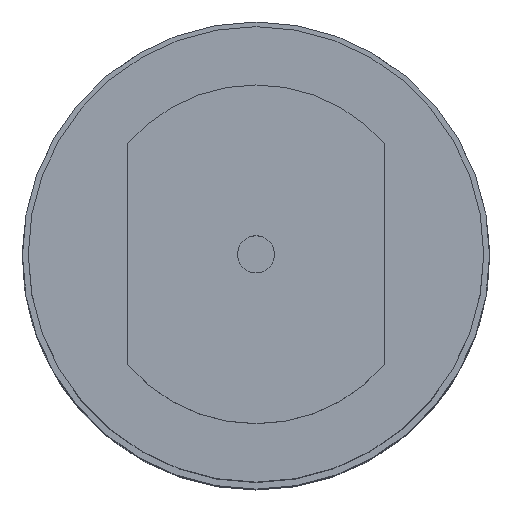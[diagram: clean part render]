
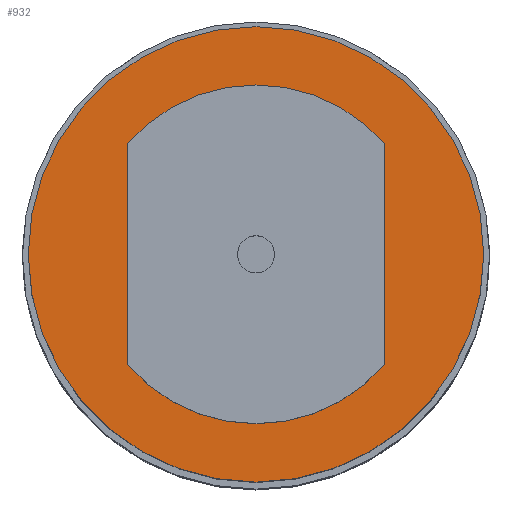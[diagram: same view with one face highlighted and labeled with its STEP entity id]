
A CAD part, top view. The second image highlights one B-rep face of the part: STEP entity #932.
In plain terms, the highlighted planar face has unit normal (0, 0, 1).
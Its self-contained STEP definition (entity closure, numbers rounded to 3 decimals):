
#37=FACE_BOUND('',#314,.T.);
#100=LINE('',#1646,#163);
#101=LINE('',#1647,#164);
#163=VECTOR('',#1357,1000.);
#164=VECTOR('',#1358,1000.);
#241=FACE_OUTER_BOUND('',#313,.T.);
#313=EDGE_LOOP('',(#794));
#314=EDGE_LOOP('',(#795,#796,#797,#798));
#383=CIRCLE('',#1039,19.5);
#391=CIRCLE('',#1051,14.5);
#402=CIRCLE('',#1065,14.5);
#455=VERTEX_POINT('',#1562);
#463=VERTEX_POINT('',#1585);
#464=VERTEX_POINT('',#1587);
#481=VERTEX_POINT('',#1631);
#484=VERTEX_POINT('',#1636);
#560=EDGE_CURVE('',#455,#455,#383,.T.);
#571=EDGE_CURVE('',#464,#463,#391,.T.);
#598=EDGE_CURVE('',#481,#484,#402,.T.);
#601=EDGE_CURVE('',#481,#463,#100,.T.);
#602=EDGE_CURVE('',#464,#484,#101,.T.);
#794=ORIENTED_EDGE('',*,*,#560,.F.);
#795=ORIENTED_EDGE('',*,*,#571,.T.);
#796=ORIENTED_EDGE('',*,*,#601,.F.);
#797=ORIENTED_EDGE('',*,*,#598,.T.);
#798=ORIENTED_EDGE('',*,*,#602,.F.);
#870=PLANE('',#1070);
#932=ADVANCED_FACE('',(#241,#37),#870,.F.);
#1039=AXIS2_PLACEMENT_3D('',#1564,#1272,#1273);
#1051=AXIS2_PLACEMENT_3D('',#1588,#1299,#1300);
#1065=AXIS2_PLACEMENT_3D('',#1638,#1343,#1344);
#1070=AXIS2_PLACEMENT_3D('',#1645,#1355,#1356);
#1272=DIRECTION('center_axis',(0.,0.,-1.));
#1273=DIRECTION('ref_axis',(0.,1.,0.));
#1299=DIRECTION('center_axis',(0.,0.,-1.));
#1300=DIRECTION('ref_axis',(0.,1.,0.));
#1343=DIRECTION('center_axis',(0.,0.,-1.));
#1344=DIRECTION('ref_axis',(0.,1.,0.));
#1355=DIRECTION('center_axis',(0.,0.,-1.));
#1356=DIRECTION('ref_axis',(0.,1.,0.));
#1357=DIRECTION('',(0.,1.,0.));
#1358=DIRECTION('',(0.,-1.,0.));
#1562=CARTESIAN_POINT('',(0.,-19.5,-10.5));
#1564=CARTESIAN_POINT('Origin',(0.,0.,-10.5));
#1585=CARTESIAN_POINT('',(11.,9.447,-10.5));
#1587=CARTESIAN_POINT('',(-11.,9.447,-10.5));
#1588=CARTESIAN_POINT('Origin',(0.,0.,-10.5));
#1631=CARTESIAN_POINT('',(11.,-9.447,-10.5));
#1636=CARTESIAN_POINT('',(-11.,-9.447,-10.5));
#1638=CARTESIAN_POINT('Origin',(0.,0.,-10.5));
#1645=CARTESIAN_POINT('Origin',(0.,0.,-10.5));
#1646=CARTESIAN_POINT('',(11.,-9.447,-10.5));
#1647=CARTESIAN_POINT('',(-11.,9.447,-10.5));
